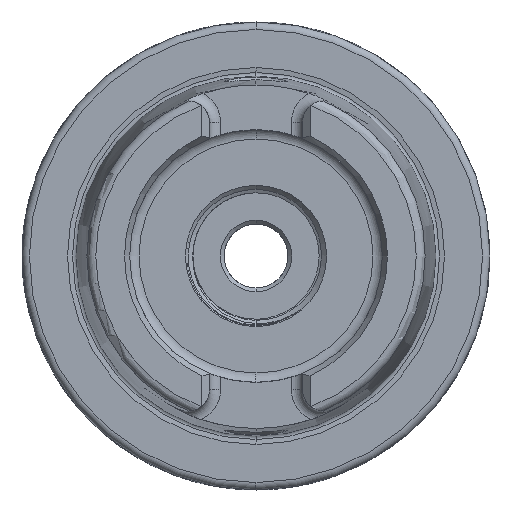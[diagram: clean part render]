
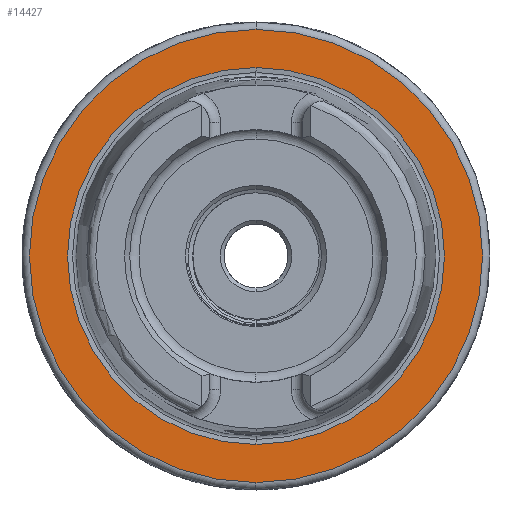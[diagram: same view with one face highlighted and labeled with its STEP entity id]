
A CAD part, left-side view. The second image highlights one B-rep face of the part: STEP entity #14427.
In plain terms, the highlighted planar face has unit normal (-1, 0, 0).
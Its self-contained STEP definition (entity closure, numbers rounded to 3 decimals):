
#3579 = EDGE_CURVE ( 'NONE', #12491, #12492, #13397, .T. ) ;
#3580 = EDGE_CURVE ( 'NONE', #12487, #12488, #13398, .T. ) ;
#5412 = EDGE_LOOP ( 'NONE', ( #12264, #12263 ) ) ;
#5413 = EDGE_LOOP ( 'NONE', ( #12261, #12262 ) ) ;
#5637 = CARTESIAN_POINT ( 'NONE',  ( 0., 0., 0. ) ) ;
#5638 = DIRECTION ( 'NONE',  ( 1., 0., 0. ) ) ;
#5639 = DIRECTION ( 'NONE',  ( 0., 0., -1. ) ) ;
#5640 = CARTESIAN_POINT ( 'NONE',  ( 0., 0., 0. ) ) ;
#5641 = DIRECTION ( 'NONE',  ( -1., 0., 0. ) ) ;
#5642 = DIRECTION ( 'NONE',  ( 0., 0., 1. ) ) ;
#6540 = PLANE ( 'NONE',  #16101 ) ;
#6541 = CARTESIAN_POINT ( 'NONE',  ( 0., 25.369, 0. ) ) ;
#6542 = DIRECTION ( 'NONE',  ( -1., 0., 0. ) ) ;
#6543 = DIRECTION ( 'NONE',  ( 0., 0., 1. ) ) ;
#7299 = CARTESIAN_POINT ( 'NONE',  ( 0., 0., -30.5 ) ) ;
#7300 = CARTESIAN_POINT ( 'NONE',  ( 0., 0., 30.5 ) ) ;
#7303 = CARTESIAN_POINT ( 'NONE',  ( 0., 0., -25.369 ) ) ;
#7304 = CARTESIAN_POINT ( 'NONE',  ( 0., 0., 25.369 ) ) ;
#7436 = CARTESIAN_POINT ( 'NONE',  ( 0., 0., 0. ) ) ;
#7437 = DIRECTION ( 'NONE',  ( 1., 0., 0. ) ) ;
#7438 = DIRECTION ( 'NONE',  ( 0., 0., -1. ) ) ;
#8400 = AXIS2_PLACEMENT_3D ( 'NONE', #5640, #5641, #5642 ) ;
#8401 = AXIS2_PLACEMENT_3D ( 'NONE', #5637, #5638, #5639 ) ;
#10766 = AXIS2_PLACEMENT_3D ( 'NONE', #11866, #11867, #11868 ) ;
#11866 = CARTESIAN_POINT ( 'NONE',  ( 0., 0., 0. ) ) ;
#11867 = DIRECTION ( 'NONE',  ( -1., 0., 0. ) ) ;
#11868 = DIRECTION ( 'NONE',  ( 0., 0., 1. ) ) ;
#12261 = ORIENTED_EDGE ( 'NONE', *, *, #14746, .T. ) ;
#12262 = ORIENTED_EDGE ( 'NONE', *, *, #3580, .T. ) ;
#12263 = ORIENTED_EDGE ( 'NONE', *, *, #3579, .T. ) ;
#12264 = ORIENTED_EDGE ( 'NONE', *, *, #13334, .T. ) ;
#12487 = VERTEX_POINT ( 'NONE', #7299 ) ;
#12488 = VERTEX_POINT ( 'NONE', #7300 ) ;
#12491 = VERTEX_POINT ( 'NONE', #7303 ) ;
#12492 = VERTEX_POINT ( 'NONE', #7304 ) ;
#13334 = EDGE_CURVE ( 'NONE', #12492, #12491, #13445, .T. ) ;
#13397 = CIRCLE ( 'NONE', #8401, 25.369 ) ;
#13398 = CIRCLE ( 'NONE', #8400, 30.5 ) ;
#13445 = CIRCLE ( 'NONE', #13900, 25.369 ) ;
#13900 = AXIS2_PLACEMENT_3D ( 'NONE', #7436, #7437, #7438 ) ;
#14427 = ADVANCED_FACE ( 'NONE', ( #16096, #16099 ), #6540, .T. ) ;
#14746 = EDGE_CURVE ( 'NONE', #12488, #12487, #18676, .T. ) ;
#16096 = FACE_OUTER_BOUND ( 'NONE', #5413, .T. ) ;
#16099 = FACE_BOUND ( 'NONE', #5412, .T. ) ;
#16101 = AXIS2_PLACEMENT_3D ( 'NONE', #6541, #6542, #6543 ) ;
#18676 = CIRCLE ( 'NONE', #10766, 30.5 ) ;
